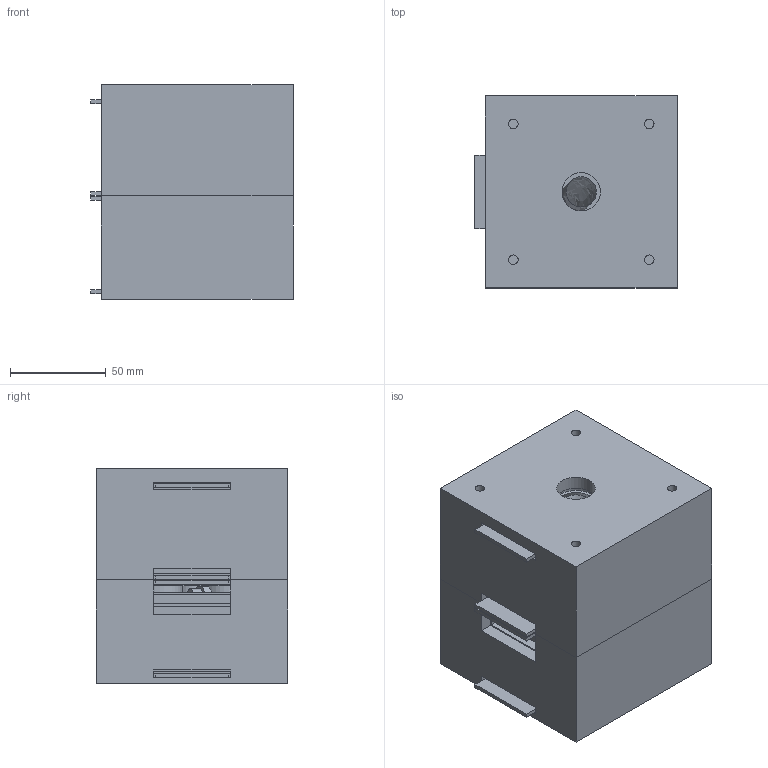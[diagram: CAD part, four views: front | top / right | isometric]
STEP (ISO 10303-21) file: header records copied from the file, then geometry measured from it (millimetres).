
FILE_DESCRIPTION(/* description */ (''),/* implementation_level */ '2;1');
FILE_NAME(/* name */ 'LEM_Versione_Ibrida_MIRION_AMETEK_Lamierino.step',/* time_stamp */ '2023-08-22T23:10:38+02:00',/* author */ (''),/* organization */ (''),/* preprocessor_version */ 'ST-DEVELOPER v20',/* originating_system */ 'Autodesk Translation Framework v12.9.0.99',/* authorisation */ '');
FILE_SCHEMA (('AUTOMOTIVE_DESIGN { 1 0 10303 214 3 1 1 }'));
Length unit declared in the file: millimetre
Products named in the file (47): LEM_Versione_Ibrida_MIRION_AMETEK; AlScrew (2) (2); SiliconDetector_Thick (6); SiliconDetector_Thick (1) (2); AlFrame_Thin (2) (2); AlFrame_Thin (1) (2); AlFrame_Thick (6); SiliconDetector_Thick (3) (2); AlFrame_Thin (4) (2); AlFrame_Thin (3) (2); SiliconDetector_Thick (2) (2); SiliconDetector_Thin (6); SiliconDetector_Thin (3) (2); SiliconDetector_Thin (1) (2); SiliconDetector_Thin (2) (2); SiliconDetector_Thin (4) (2); AlFrame_Thin (6); SiliconDetector_Thick (4) (2); BakeliteBoardTop (2); BakeliteBoardBottom (2); AlCoverLower (2); AlScrew (3) (2); AlScrew (1) (2); AlScrew (5); PlasticVetoBottom (2); AlBottom (2); BakeliteCable_Thick (6); BakeliteCable_Thick (2) (2); BakeliteBoardCalo (2); AlCoverUpper (2); BakeliteBoardMiddleLower (2); BakeliteBoardMiddleUpper (2); BakeliteCable_Thick (3) (2); Calo (2); PlasticVetoTop (2); AlTop (2); BakeliteCable_Thick (1) (2); AlScrew_Thick (4) (2); AlFrame_Thick (3) (2); AlFrame_Thick (4) (2) ...
Assembly tree (46 placements, depth 2):
  LEM_Versione_Ibrida_MIRION_AMETEK
    AlScrew (2) (2)
    SiliconDetector_Thick (6)
    SiliconDetector_Thick (1) (2)
    AlFrame_Thin (2) (2)
    AlFrame_Thin (1) (2)
    AlFrame_Thick (6)
    SiliconDetector_Thick (3) (2)
    AlFrame_Thin (4) (2)
    AlFrame_Thin (3) (2)
    SiliconDetector_Thick (2) (2)
    SiliconDetector_Thin (6)
    SiliconDetector_Thin (3) (2)
    SiliconDetector_Thin (1) (2)
    SiliconDetector_Thin (2) (2)
    SiliconDetector_Thin (4) (2)
    AlFrame_Thin (6)
    SiliconDetector_Thick (4) (2)
    BakeliteBoardTop (2)
    BakeliteBoardBottom (2)
    AlCoverLower (2)
    AlScrew (3) (2)
    AlScrew (1) (2)
    AlScrew (5)
    PlasticVetoBottom (2)
    AlBottom (2)
    BakeliteCable_Thick (6)
    BakeliteCable_Thick (2) (2)
    BakeliteBoardCalo (2)
    AlCoverUpper (2)
    BakeliteBoardMiddleLower (2)
    BakeliteBoardMiddleUpper (2)
    BakeliteCable_Thick (3) (2)
    Calo (2)
    PlasticVetoTop (2)
    AlTop (2)
    BakeliteCable_Thick (1) (2)
    AlScrew_Thick (4) (2)
    AlFrame_Thick (3) (2)
    AlFrame_Thick (4) (2)
    AlScrew_Thick (1) (2)
    AlScrew_Thick (6)
    AlScrew_Thick (3) (2)
    AlScrew_Thick (2) (2)
    AlFrame_Thick (2) (2)
    BakeliteCable_Thick (4) (2)
    AlFrame_Thick (1) (2)
Bounding box: 105.5 x 100 x 112 mm (x, y, z)
Volume: 895268.3 mm3; surface area: 343032.4 mm2
Topology: 46 solids, 47 shells, 461 faces, 1035 edges, 690 vertices
Faces by surface type: plane 313, cylinder 146, cone 1, bspline 1
Full cylindrical faces by diameter (mm): 5 x46, 5.092 x8, 7 x1, 7.6 x1, 8 x3, 9 x1, 12 x4, 12.8 x1, 13.2 x1, 13.4 x4, 13.8 x12, 14 x1, 14.863 x1, 15.2 x2, 15.8 x4, 17.2 x2, 17.4 x1, 19.4 x1, 20 x9, 21.931 x4, 22 x8, 24 x9, 24.1 x8, 26.1 x4
Entity records: 14944 total; most frequent: CARTESIAN_POINT 2472, DIRECTION 2446, ORIENTED_EDGE 2068, EDGE_CURVE 1035, AXIS2_PLACEMENT_3D 874, LINE 698, VECTOR 698, VERTEX_POINT 690
